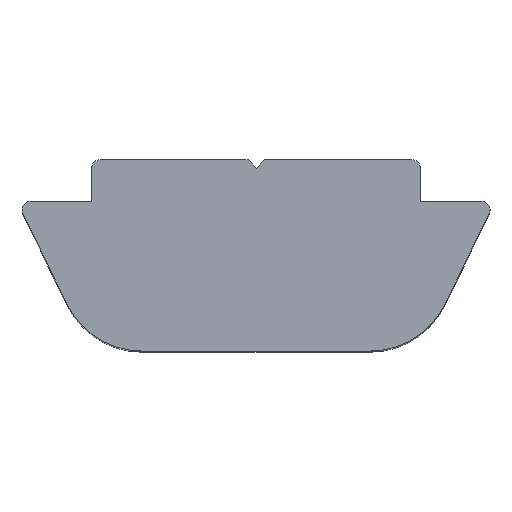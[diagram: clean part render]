
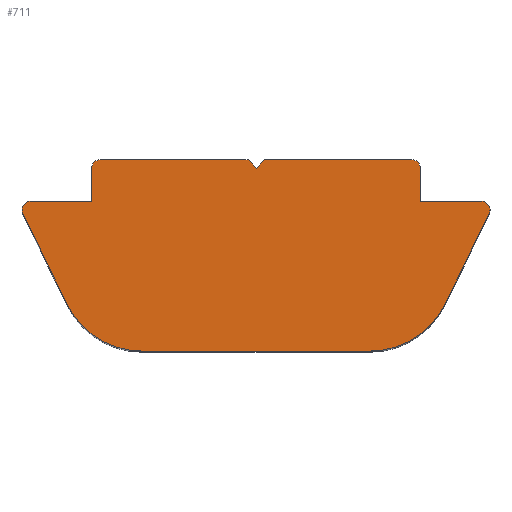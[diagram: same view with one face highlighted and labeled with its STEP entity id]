
A CAD part, top view. The second image highlights one B-rep face of the part: STEP entity #711.
In plain terms, the highlighted planar face has unit normal (0, 0, 1).
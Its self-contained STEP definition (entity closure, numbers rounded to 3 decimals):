
#73=CARTESIAN_POINT('',(9.5,4.6,16.0));
#74=VERTEX_POINT('',#73);
#75=CARTESIAN_POINT('',(9.7,4.4,16.0));
#76=VERTEX_POINT('',#75);
#77=CARTESIAN_POINT('',(9.5,4.4,16.0));
#78=DIRECTION('',(0.0,0.0,-1.0));
#79=DIRECTION('',(0.707,0.707,0.0));
#80=AXIS2_PLACEMENT_3D('',#77,#78,#79);
#81=CIRCLE('',#80,0.2);
#82=EDGE_CURVE('',#74,#76,#81,.T.);
#141=CARTESIAN_POINT('',(5.958,4.6,16.0));
#142=VERTEX_POINT('',#141);
#149=CARTESIAN_POINT('',(9.5,4.6,16.0));
#150=DIRECTION('',(-1.0,0.0,0.0));
#151=VECTOR('',#150,3.542);
#152=LINE('',#149,#151);
#153=EDGE_CURVE('',#74,#142,#152,.T.);
#296=CARTESIAN_POINT('',(1.8,4.4,16.0));
#297=VERTEX_POINT('',#296);
#298=CARTESIAN_POINT('',(2.,4.6,16.0));
#299=VERTEX_POINT('',#298);
#300=CARTESIAN_POINT('',(2.,4.4,16.0));
#301=DIRECTION('',(0.0,0.0,-1.0));
#302=DIRECTION('',(-0.707,0.707,0.0));
#303=AXIS2_PLACEMENT_3D('',#300,#301,#302);
#304=CIRCLE('',#303,0.2);
#305=EDGE_CURVE('',#297,#299,#304,.T.);
#329=CARTESIAN_POINT('',(5.558,4.6,16.0));
#330=VERTEX_POINT('',#329);
#331=CARTESIAN_POINT('',(5.558,4.6,16.0));
#332=DIRECTION('',(-1.0,0.0,0.0));
#333=VECTOR('',#332,3.558);
#334=LINE('',#331,#333);
#335=EDGE_CURVE('',#330,#299,#334,.T.);
#480=CARTESIAN_POINT('',(5.758,4.4,16.0));
#481=VERTEX_POINT('',#480);
#482=CARTESIAN_POINT('',(5.758,4.4,16.0));
#483=DIRECTION('',(-0.707,0.707,0.0));
#484=VECTOR('',#483,0.283);
#485=LINE('',#482,#484);
#486=EDGE_CURVE('',#481,#330,#485,.T.);
#515=CARTESIAN_POINT('',(3.002,0.0,16.0));
#516=VERTEX_POINT('',#515);
#523=CARTESIAN_POINT('',(1.203,1.126,16.0));
#524=VERTEX_POINT('',#523);
#525=CARTESIAN_POINT('',(3.002,2.0,16.0));
#526=DIRECTION('',(0.0,0.0,-1.0));
#527=DIRECTION('',(-0.53,-0.848,0.0));
#528=AXIS2_PLACEMENT_3D('',#525,#526,#527);
#529=CIRCLE('',#528,2.0);
#530=EDGE_CURVE('',#516,#524,#529,.T.);
#554=CARTESIAN_POINT('',(8.498,0.0,16.0));
#555=VERTEX_POINT('',#554);
#562=CARTESIAN_POINT('',(3.002,0.0,16.0));
#563=DIRECTION('',(1.0,0.0,0.0));
#564=VECTOR('',#563,5.497);
#565=LINE('',#562,#564);
#566=EDGE_CURVE('',#516,#555,#565,.T.);
#579=CARTESIAN_POINT('',(5.958,4.6,16.0));
#580=DIRECTION('',(-0.707,-0.707,0.0));
#581=VECTOR('',#580,0.283);
#582=LINE('',#579,#581);
#583=EDGE_CURVE('',#142,#481,#582,.T.);
#602=CARTESIAN_POINT('',(10.297,1.126,16.0));
#603=VERTEX_POINT('',#602);
#610=CARTESIAN_POINT('',(8.498,2.0,16.0));
#611=DIRECTION('',(0.0,0.0,-1.0));
#612=DIRECTION('',(0.53,-0.848,0.0));
#613=AXIS2_PLACEMENT_3D('',#610,#611,#612);
#614=CIRCLE('',#613,2.0);
#615=EDGE_CURVE('',#603,#555,#614,.T.);
#633=CARTESIAN_POINT('',(5.75,2.437,16.0));
#634=DIRECTION('',(0.0,0.0,1.0));
#635=DIRECTION('',(1.0,0.0,0.0));
#636=AXIS2_PLACEMENT_3D('',#633,#634,#635);
#637=PLANE('',#636);
#638=ORIENTED_EDGE('',*,*,#82,.F.);
#639=ORIENTED_EDGE('',*,*,#153,.T.);
#640=ORIENTED_EDGE('',*,*,#583,.T.);
#641=ORIENTED_EDGE('',*,*,#486,.T.);
#642=ORIENTED_EDGE('',*,*,#335,.T.);
#643=ORIENTED_EDGE('',*,*,#305,.F.);
#644=CARTESIAN_POINT('',(1.8,3.6,16.0));
#645=VERTEX_POINT('',#644);
#646=CARTESIAN_POINT('',(1.8,4.4,16.0));
#647=DIRECTION('',(0.0,-1.0,0.0));
#648=VECTOR('',#647,0.8);
#649=LINE('',#646,#648);
#650=EDGE_CURVE('',#297,#645,#649,.T.);
#651=ORIENTED_EDGE('',*,*,#650,.T.);
#652=CARTESIAN_POINT('',(0.32,3.6,16.0));
#653=VERTEX_POINT('',#652);
#654=CARTESIAN_POINT('',(1.8,3.6,16.0));
#655=DIRECTION('',(-1.0,0.0,0.0));
#656=VECTOR('',#655,1.48);
#657=LINE('',#654,#656);
#658=EDGE_CURVE('',#645,#653,#657,.T.);
#659=ORIENTED_EDGE('',*,*,#658,.T.);
#660=CARTESIAN_POINT('',(0.14,3.313,16.0));
#661=VERTEX_POINT('',#660);
#662=CARTESIAN_POINT('',(0.32,3.4,16.0));
#663=DIRECTION('',(0.0,0.0,-1.0));
#664=DIRECTION('',(-0.848,0.53,0.0));
#665=AXIS2_PLACEMENT_3D('',#662,#663,#664);
#666=CIRCLE('',#665,0.2);
#667=EDGE_CURVE('',#661,#653,#666,.T.);
#668=ORIENTED_EDGE('',*,*,#667,.F.);
#669=CARTESIAN_POINT('',(0.14,3.313,16.0));
#670=DIRECTION('',(0.437,-0.899,0.0));
#671=VECTOR('',#670,2.432);
#672=LINE('',#669,#671);
#673=EDGE_CURVE('',#661,#524,#672,.T.);
#674=ORIENTED_EDGE('',*,*,#673,.T.);
#675=ORIENTED_EDGE('',*,*,#530,.F.);
#676=ORIENTED_EDGE('',*,*,#566,.T.);
#677=ORIENTED_EDGE('',*,*,#615,.F.);
#678=CARTESIAN_POINT('',(11.36,3.313,16.0));
#679=VERTEX_POINT('',#678);
#680=CARTESIAN_POINT('',(10.297,1.126,16.0));
#681=DIRECTION('',(0.437,0.899,0.0));
#682=VECTOR('',#681,2.432);
#683=LINE('',#680,#682);
#684=EDGE_CURVE('',#603,#679,#683,.T.);
#685=ORIENTED_EDGE('',*,*,#684,.T.);
#686=CARTESIAN_POINT('',(11.18,3.6,16.0));
#687=VERTEX_POINT('',#686);
#688=CARTESIAN_POINT('',(11.18,3.4,16.0));
#689=DIRECTION('',(0.0,0.0,-1.0));
#690=DIRECTION('',(0.848,0.53,0.0));
#691=AXIS2_PLACEMENT_3D('',#688,#689,#690);
#692=CIRCLE('',#691,0.2);
#693=EDGE_CURVE('',#687,#679,#692,.T.);
#694=ORIENTED_EDGE('',*,*,#693,.F.);
#695=CARTESIAN_POINT('',(9.7,3.6,16.0));
#696=VERTEX_POINT('',#695);
#697=CARTESIAN_POINT('',(11.18,3.6,16.0));
#698=DIRECTION('',(-1.0,0.0,0.0));
#699=VECTOR('',#698,1.48);
#700=LINE('',#697,#699);
#701=EDGE_CURVE('',#687,#696,#700,.T.);
#702=ORIENTED_EDGE('',*,*,#701,.T.);
#703=CARTESIAN_POINT('',(9.7,3.6,16.0));
#704=DIRECTION('',(0.0,1.0,0.0));
#705=VECTOR('',#704,0.8);
#706=LINE('',#703,#705);
#707=EDGE_CURVE('',#696,#76,#706,.T.);
#708=ORIENTED_EDGE('',*,*,#707,.T.);
#709=EDGE_LOOP('',(#638,#639,#640,#641,#642,#643,#651,#659,#668,#674,#675,#676,#677,#685,#694,#702,#708));
#710=FACE_OUTER_BOUND('',#709,.T.);
#711=ADVANCED_FACE('',(#710),#637,.T.);
